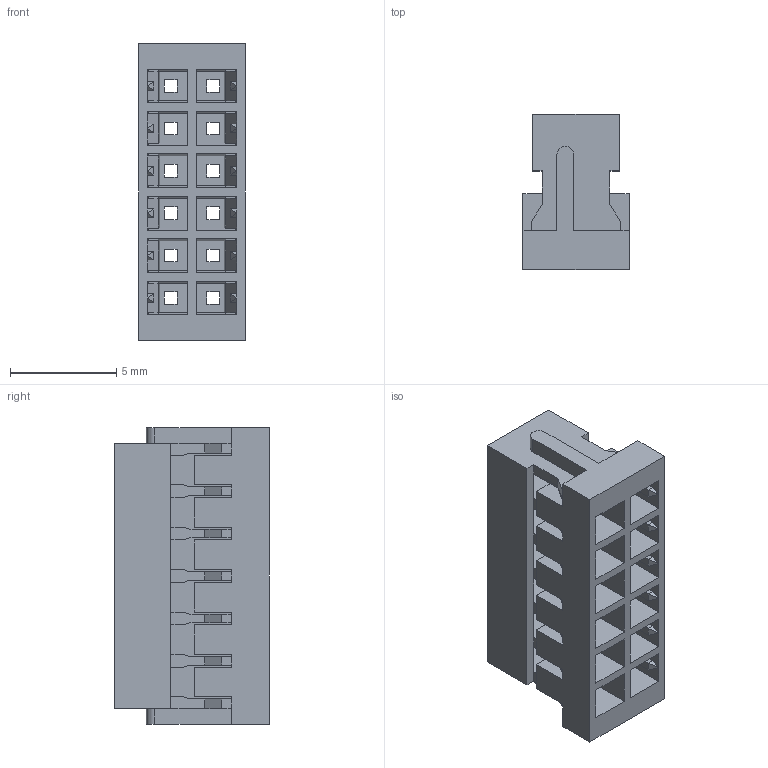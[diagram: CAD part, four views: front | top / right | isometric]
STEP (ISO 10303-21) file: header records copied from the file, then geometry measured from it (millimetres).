
FILE_DESCRIPTION(('OneSpaceDesigner STEP Export'),'2;1');
FILE_NAME('DF11-12DS-2C.stp','2007-03-22T13:58:11',(''),(''),'OneSpace Designer STEP processor (Jan. 2003) for AP214(CD)(Solid Model)','OneSpace Designer 12.00 10-Sep-2003 (C) CoCreate Software GmbH','');
FILE_SCHEMA(('AUTOMOTIVE_DESIGN_CC2 {1 2 10303 214 -1 1 5 1}'));
Length unit declared in the file: millimetre
Products named in the file (2): 12DS
Assembly tree (1 placements, depth 2):
  12DS
    12DS
Bounding box: 5 x 7.3 x 14 mm (x, y, z)
Volume: 214.5 mm3; surface area: 915.2 mm2
Topology: 1 solids, 1 shells, 386 faces, 1080 edges, 684 vertices
Faces by surface type: plane 384, cylinder 2
Entity records: 12145 total; most frequent: ORIENTED_EDGE 2160, CARTESIAN_POINT 2152, DIRECTION 1860, EDGE_CURVE 1080, VECTOR 1076, LINE 1076, VERTEX_POINT 684, EDGE_LOOP 422
